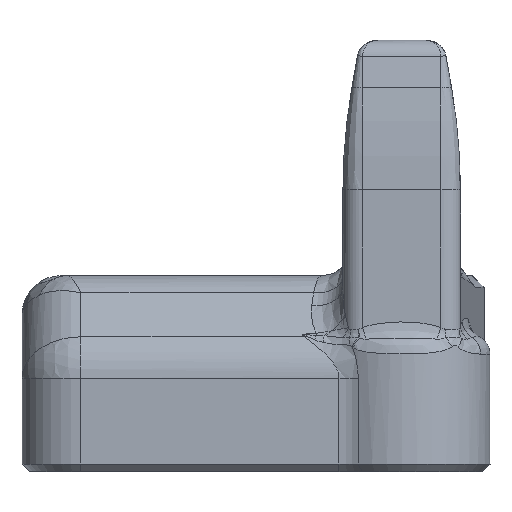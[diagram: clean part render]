
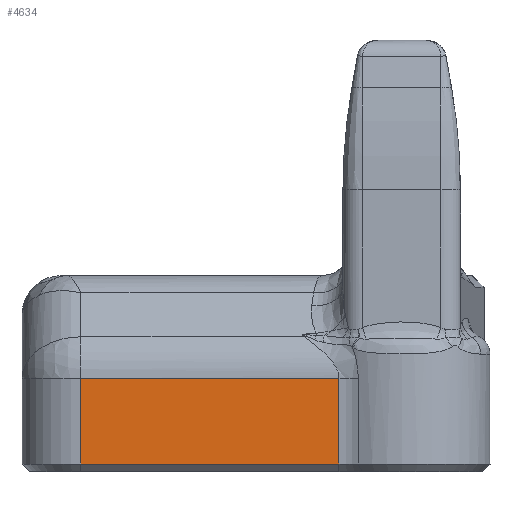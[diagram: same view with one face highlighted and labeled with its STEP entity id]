
A CAD part, left-side view. The second image highlights one B-rep face of the part: STEP entity #4634.
In plain terms, the highlighted planar face has unit normal (-1, 0, 0).
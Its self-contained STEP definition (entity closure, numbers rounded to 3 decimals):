
#163=PLANE('',#5044);
#341=FACE_OUTER_BOUND('',#653,.T.);
#653=EDGE_LOOP('',(#3436,#3437,#3438,#3439));
#1452=LINE('',#10934,#1700);
#1453=LINE('',#10936,#1701);
#1454=LINE('',#10938,#1702);
#1455=LINE('',#10939,#1703);
#1700=VECTOR('',#5802,1000.);
#1701=VECTOR('',#5803,1000.);
#1702=VECTOR('',#5804,1000.);
#1703=VECTOR('',#5805,1000.);
#2080=VERTEX_POINT('',#10932);
#2081=VERTEX_POINT('',#10933);
#2082=VERTEX_POINT('',#10935);
#2083=VERTEX_POINT('',#10937);
#2591=EDGE_CURVE('',#2080,#2081,#1452,.T.);
#2592=EDGE_CURVE('',#2081,#2082,#1453,.T.);
#2593=EDGE_CURVE('',#2082,#2083,#1454,.T.);
#2594=EDGE_CURVE('',#2083,#2080,#1455,.T.);
#3436=ORIENTED_EDGE('',*,*,#2591,.T.);
#3437=ORIENTED_EDGE('',*,*,#2592,.T.);
#3438=ORIENTED_EDGE('',*,*,#2593,.T.);
#3439=ORIENTED_EDGE('',*,*,#2594,.T.);
#4634=ADVANCED_FACE('',(#341),#163,.T.);
#5044=AXIS2_PLACEMENT_3D('',#10931,#5800,#5801);
#5800=DIRECTION('center_axis',(-1.,0.,0.));
#5801=DIRECTION('ref_axis',(0.,0.,1.));
#5802=DIRECTION('',(0.,0.,1.));
#5803=DIRECTION('',(0.,1.,0.));
#5804=DIRECTION('',(0.,0.,-1.));
#5805=DIRECTION('',(0.,-1.,0.));
#10931=CARTESIAN_POINT('Origin',(0.,0.,10.));
#10932=CARTESIAN_POINT('',(0.,-10.35,5.243));
#10933=CARTESIAN_POINT('',(0.,-10.35,9.6));
#10934=CARTESIAN_POINT('',(0.,-10.35,10.));
#10935=CARTESIAN_POINT('',(0.,2.805,9.6));
#10936=CARTESIAN_POINT('',(0.,0.,9.6));
#10937=CARTESIAN_POINT('',(0.,2.805,5.243));
#10938=CARTESIAN_POINT('',(0.,2.805,5.243));
#10939=CARTESIAN_POINT('',(0.,0.,5.243));
